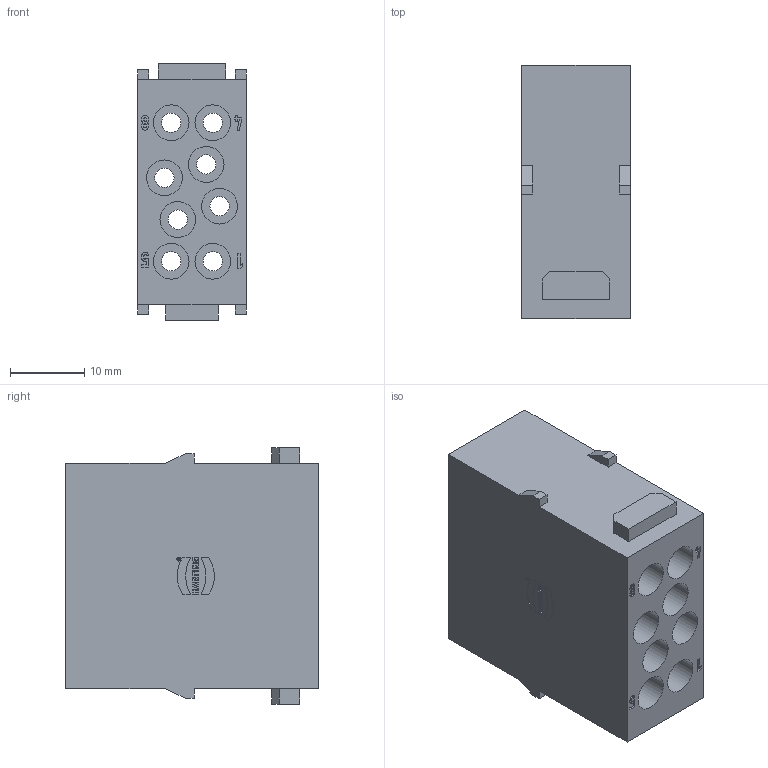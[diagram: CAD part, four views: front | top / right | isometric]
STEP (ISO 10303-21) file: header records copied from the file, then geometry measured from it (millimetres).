
FILE_DESCRIPTION(/* description */ (''),/* implementation_level */ '2;1');
FILE_NAME(/* name */ '100196499ugm000_b.stp',/* time_stamp */ '2017-09-29T09:03:09+02:00',/* author */ (''),/* organization */ (''),/* preprocessor_version */ 'ST-DEVELOPER v16',/* originating_system */ 'SIEMENS PLM Software NX 10.0',/* authorisation */ '');
FILE_SCHEMA (('AUTOMOTIVE_DESIGN { 1 0 10303 214 3 1 1 1 }'));
Length unit declared in the file: millimetre
Products named in the file (1): 100196499ugm000_b
Bounding box: 14.6 x 34 x 34.4 mm (x, y, z)
Volume: 8380.7 mm3; surface area: 7903.6 mm2
Topology: 1 solids, 1 shells, 312 faces, 792 edges, 537 vertices
Faces by surface type: plane 242, cylinder 61, bspline 9
Full cylindrical faces by diameter (mm): 0.377 x1, 0.493 x1, 2.6 x8, 4 x8, 4.8 x8
Entity records: 11201 total; most frequent: CARTESIAN_POINT 2115, ORIENTED_EDGE 1532, DIRECTION 1468, EDGE_CURVE 766, LINE 624, VECTOR 624, VERTEX_POINT 528, AXIS2_PLACEMENT_3D 422
